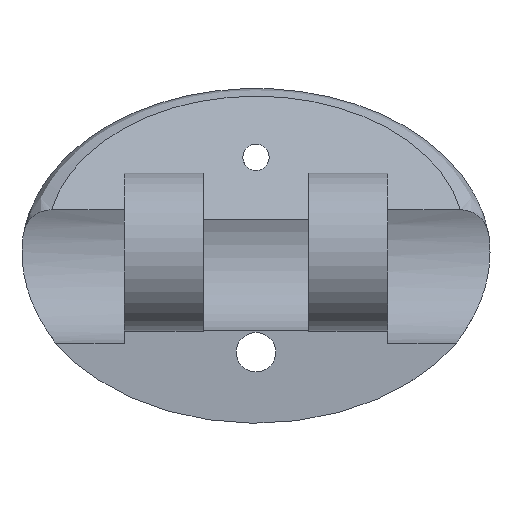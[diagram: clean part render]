
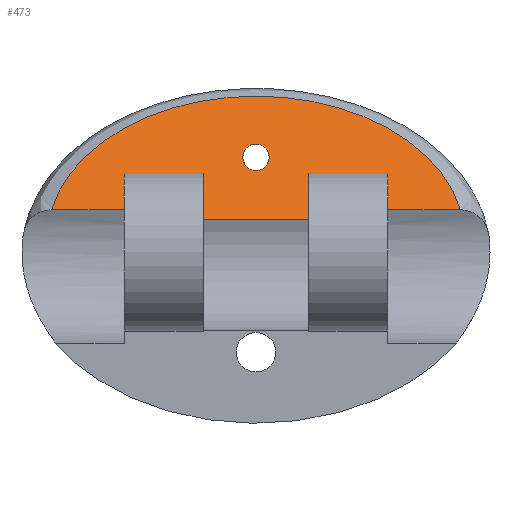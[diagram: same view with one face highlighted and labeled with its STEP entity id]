
A CAD part, front view. The second image highlights one B-rep face of the part: STEP entity #473.
In plain terms, the highlighted planar face has unit normal (0, -0.707, 0.707).
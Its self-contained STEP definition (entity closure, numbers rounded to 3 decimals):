
#16 = CARTESIAN_POINT ( 'NONE',  ( 5., 2.234, 1.234 ) ) ;
#21 = VECTOR ( 'NONE', #457, 1000. ) ;
#33 = PLANE ( 'NONE',  #446 ) ;
#39 = ORIENTED_EDGE ( 'NONE', *, *, #295, .T. ) ;
#43 = EDGE_CURVE ( 'NONE', #1044, #1606, #1220, .T. ) ;
#61 = CARTESIAN_POINT ( 'NONE',  ( -6.996, 4.087, 3.087 ) ) ;
#107 = DIRECTION ( 'NONE',  ( 1., 0., 0. ) ) ;
#139 = LINE ( 'NONE', #741, #21 ) ;
#162 = ORIENTED_EDGE ( 'NONE', *, *, #43, .F. ) ;
#169 = DIRECTION ( 'NONE',  ( 0., 0.707, 0.707 ) ) ;
#178 = CARTESIAN_POINT ( 'NONE',  ( 6.247, 4.864, 3.864 ) ) ;
#192 = CARTESIAN_POINT ( 'NONE',  ( -7.201, 3.809, 2.809 ) ) ;
#220 = CARTESIAN_POINT ( 'NONE',  ( 5., 2.608, 1.608 ) ) ;
#223 = EDGE_CURVE ( 'NONE', #1555, #1725, #1823, .T. ) ;
#262 = VERTEX_POINT ( 'NONE', #1086 ) ;
#270 = CARTESIAN_POINT ( 'NONE',  ( -5., 2.608, 1.608 ) ) ;
#286 = CARTESIAN_POINT ( 'NONE',  ( -5., 1., 0. ) ) ;
#295 = EDGE_CURVE ( 'NONE', #616, #1366, #947, .T. ) ;
#316 = CARTESIAN_POINT ( 'NONE',  ( -18., 1., 0. ) ) ;
#332 = ORIENTED_EDGE ( 'NONE', *, *, #493, .T. ) ;
#340 = CARTESIAN_POINT ( 'NONE',  ( 6.519, 4.615, 3.615 ) ) ;
#343 = CARTESIAN_POINT ( 'NONE',  ( -2., 2.234, 1.234 ) ) ;
#353 = CARTESIAN_POINT ( 'NONE',  ( -0.448, 6.924, 5.924 ) ) ;
#364 = CARTESIAN_POINT ( 'NONE',  ( -4.615, 5.925, 4.925 ) ) ;
#381 = DIRECTION ( 'NONE',  ( -1., 0., 0. ) ) ;
#393 = ORIENTED_EDGE ( 'NONE', *, *, #1428, .T. ) ;
#442 = LINE ( 'NONE', #286, #1636 ) ;
#446 = AXIS2_PLACEMENT_3D ( 'NONE', #316, #902, #169 ) ;
#447 = CARTESIAN_POINT ( 'NONE',  ( 5.647, 5.326, 4.326 ) ) ;
#448 = ORIENTED_EDGE ( 'NONE', *, *, #1754, .F. ) ;
#449 = DIRECTION ( 'NONE',  ( -1., 0., 0. ) ) ;
#454 = FACE_BOUND ( 'NONE', #1806, .T. ) ;
#457 = DIRECTION ( 'NONE',  ( -1., 0., 0. ) ) ;
#473 = ADVANCED_FACE ( 'NONE', ( #454, #1614 ), #33, .F. ) ;
#477 = CARTESIAN_POINT ( 'NONE',  ( 5.318, 5.54, 4.54 ) ) ;
#493 = EDGE_CURVE ( 'NONE', #1765, #1725, #818, .T. ) ;
#509 = CARTESIAN_POINT ( 'NONE',  ( -5., 2.234, 1.234 ) ) ;
#512 = CARTESIAN_POINT ( 'NONE',  ( 0.437, 6.924, 5.924 ) ) ;
#582 = CARTESIAN_POINT ( 'NONE',  ( 3.457, 6.394, 5.394 ) ) ;
#589 = CARTESIAN_POINT ( 'NONE',  ( 7.206, 3.801, 2.801 ) ) ;
#615 = CARTESIAN_POINT ( 'NONE',  ( 7.764, 2.608, 1.608 ) ) ;
#616 = VERTEX_POINT ( 'NONE', #1462 ) ;
#621 = CARTESIAN_POINT ( 'NONE',  ( 1., 5.1, 4.1 ) ) ;
#636 = VECTOR ( 'NONE', #449, 1000. ) ;
#642 = CARTESIAN_POINT ( 'NONE',  ( -2.206, 6.721, 5.721 ) ) ;
#643 = CARTESIAN_POINT ( 'NONE',  ( 0., 5.1, 4.1 ) ) ;
#650 = CARTESIAN_POINT ( 'NONE',  ( -1.776, 6.796, 5.796 ) ) ;
#668 = VECTOR ( 'NONE', #107, 1000. ) ;
#741 = CARTESIAN_POINT ( 'NONE',  ( 15., 2.608, 1.608 ) ) ;
#748 = CARTESIAN_POINT ( 'NONE',  ( 7.663, 2.918, 1.918 ) ) ;
#766 = CARTESIAN_POINT ( 'NONE',  ( 0., 4.1, 3.1 ) ) ;
#805 =( BOUNDED_CURVE ( )  B_SPLINE_CURVE ( 3, ( #766, #1645, #621, #955 ),
 .UNSPECIFIED., .F., .F. ) 
 B_SPLINE_CURVE_WITH_KNOTS ( ( 4, 4 ),
 ( 0., 3.142 ),
 .UNSPECIFIED. ) 
 CURVE ( )  GEOMETRIC_REPRESENTATION_ITEM ( )  RATIONAL_B_SPLINE_CURVE ( ( 1., 0.333, 0.333, 1. ) ) 
 REPRESENTATION_ITEM ( '' )  );
#814 = VERTEX_POINT ( 'NONE', #1551 ) ;
#818 = B_SPLINE_CURVE_WITH_KNOTS ( 'NONE', 3,
 ( #615, #1779, #748, #1325, #1478, #589, #1637, #340, #178, #447, #477, #1057, #916, #582, #1162, #1743, #1026, #1605, #512, #353, #1059, #650, #642, #1210, #1826, #1662, #364, #1492, #1080, #940, #1524, #61, #192, #1221, #1102, #1807 ),
 .UNSPECIFIED., .F., .F.,
 ( 4, 2, 2, 2, 2, 2, 2, 2, 2, 2, 2, 2, 2, 2, 2, 2, 2, 4 ),
 ( 0.002, 0.003, 0.004, 0.005, 0.006, 0.008, 0.009, 0.01, 0.012, 0.013, 0.014, 0.015, 0.017, 0.018, 0.019, 0.021, 0.022, 0.023 ),
 .UNSPECIFIED. ) ;
#902 = DIRECTION ( 'NONE',  ( 0., 0.707, -0.707 ) ) ;
#916 = CARTESIAN_POINT ( 'NONE',  ( 4.238, 6.098, 5.098 ) ) ;
#940 = CARTESIAN_POINT ( 'NONE',  ( -6.247, 4.864, 3.864 ) ) ;
#947 = LINE ( 'NONE', #509, #948 ) ;
#948 = VECTOR ( 'NONE', #1805, 1000. ) ;
#952 = LINE ( 'NONE', #1255, #668 ) ;
#955 = CARTESIAN_POINT ( 'NONE',  ( 0., 5.1, 4.1 ) ) ;
#1006 = DIRECTION ( 'NONE',  ( 0., 0.707, 0.707 ) ) ;
#1026 = CARTESIAN_POINT ( 'NONE',  ( 1.761, 6.799, 5.799 ) ) ;
#1044 = VERTEX_POINT ( 'NONE', #220 ) ;
#1048 = ORIENTED_EDGE ( 'NONE', *, *, #1053, .F. ) ;
#1053 = EDGE_CURVE ( 'NONE', #1643, #814, #805, .T. ) ;
#1057 = CARTESIAN_POINT ( 'NONE',  ( 4.61, 5.927, 4.927 ) ) ;
#1059 = CARTESIAN_POINT ( 'NONE',  ( -0.892, 6.899, 5.899 ) ) ;
#1080 = CARTESIAN_POINT ( 'NONE',  ( -5.641, 5.33, 4.33 ) ) ;
#1081 = CARTESIAN_POINT ( 'NONE',  ( 0., 4.1, 3.1 ) ) ;
#1086 = CARTESIAN_POINT ( 'NONE',  ( 2., 2.234, 1.234 ) ) ;
#1102 = CARTESIAN_POINT ( 'NONE',  ( -7.673, 2.92, 1.92 ) ) ;
#1104 = ORIENTED_EDGE ( 'NONE', *, *, #223, .F. ) ;
#1145 = EDGE_LOOP ( 'NONE', ( #1104, #448, #39, #393, #1408, #162, #1684, #332 ) ) ;
#1162 = CARTESIAN_POINT ( 'NONE',  ( 3.046, 6.52, 5.52 ) ) ;
#1187 = CARTESIAN_POINT ( 'NONE',  ( -1., 4.1, 3.1 ) ) ;
#1210 = CARTESIAN_POINT ( 'NONE',  ( -3.044, 6.52, 5.52 ) ) ;
#1220 = LINE ( 'NONE', #1567, #1333 ) ;
#1221 = CARTESIAN_POINT ( 'NONE',  ( -7.541, 3.223, 2.223 ) ) ;
#1255 = CARTESIAN_POINT ( 'NONE',  ( -2., 2.234, 1.234 ) ) ;
#1283 = DIRECTION ( 'NONE',  ( 0., -0.707, -0.707 ) ) ;
#1306 = EDGE_CURVE ( 'NONE', #814, #1643, #1718, .T. ) ;
#1325 = CARTESIAN_POINT ( 'NONE',  ( 7.533, 3.219, 2.219 ) ) ;
#1333 = VECTOR ( 'NONE', #1283, 1000. ) ;
#1349 = ORIENTED_EDGE ( 'NONE', *, *, #1306, .F. ) ;
#1366 = VERTEX_POINT ( 'NONE', #343 ) ;
#1408 = ORIENTED_EDGE ( 'NONE', *, *, #1689, .F. ) ;
#1409 = CARTESIAN_POINT ( 'NONE',  ( 0., 4.1, 3.1 ) ) ;
#1428 = EDGE_CURVE ( 'NONE', #1366, #262, #952, .T. ) ;
#1462 = CARTESIAN_POINT ( 'NONE',  ( -5., 2.234, 1.234 ) ) ;
#1478 = CARTESIAN_POINT ( 'NONE',  ( 7.458, 3.367, 2.367 ) ) ;
#1492 = CARTESIAN_POINT ( 'NONE',  ( -5.314, 5.542, 4.542 ) ) ;
#1493 = CARTESIAN_POINT ( 'NONE',  ( -1., 5.1, 4.1 ) ) ;
#1524 = CARTESIAN_POINT ( 'NONE',  ( -6.519, 4.614, 3.614 ) ) ;
#1551 = CARTESIAN_POINT ( 'NONE',  ( 0., 5.1, 4.1 ) ) ;
#1554 = VECTOR ( 'NONE', #381, 1000. ) ;
#1555 = VERTEX_POINT ( 'NONE', #270 ) ;
#1561 = CARTESIAN_POINT ( 'NONE',  ( 5., 2.234, 1.234 ) ) ;
#1567 = CARTESIAN_POINT ( 'NONE',  ( 5., 1., 0. ) ) ;
#1594 = CARTESIAN_POINT ( 'NONE',  ( -7.764, 2.608, 1.608 ) ) ;
#1605 = CARTESIAN_POINT ( 'NONE',  ( 0.879, 6.9, 5.9 ) ) ;
#1606 = VERTEX_POINT ( 'NONE', #1561 ) ;
#1614 = FACE_OUTER_BOUND ( 'NONE', #1145, .T. ) ;
#1617 = CARTESIAN_POINT ( 'NONE',  ( 7.764, 2.608, 1.608 ) ) ;
#1636 = VECTOR ( 'NONE', #1006, 1000. ) ;
#1637 = CARTESIAN_POINT ( 'NONE',  ( 7.002, 4.08, 3.08 ) ) ;
#1643 = VERTEX_POINT ( 'NONE', #1409 ) ;
#1645 = CARTESIAN_POINT ( 'NONE',  ( 1., 4.1, 3.1 ) ) ;
#1653 = EDGE_CURVE ( 'NONE', #1765, #1044, #139, .T. ) ;
#1662 = CARTESIAN_POINT ( 'NONE',  ( -4.242, 6.096, 5.096 ) ) ;
#1684 = ORIENTED_EDGE ( 'NONE', *, *, #1653, .F. ) ;
#1689 = EDGE_CURVE ( 'NONE', #1606, #262, #1731, .T. ) ;
#1718 =( BOUNDED_CURVE ( )  B_SPLINE_CURVE ( 3, ( #643, #1493, #1187, #1081 ),
 .UNSPECIFIED., .F., .F. ) 
 B_SPLINE_CURVE_WITH_KNOTS ( ( 4, 4 ),
 ( 3.142, 6.283 ),
 .UNSPECIFIED. ) 
 CURVE ( )  GEOMETRIC_REPRESENTATION_ITEM ( )  RATIONAL_B_SPLINE_CURVE ( ( 1., 0.333, 0.333, 1. ) ) 
 REPRESENTATION_ITEM ( '' )  );
#1725 = VERTEX_POINT ( 'NONE', #1594 ) ;
#1731 = LINE ( 'NONE', #16, #636 ) ;
#1743 = CARTESIAN_POINT ( 'NONE',  ( 2.198, 6.722, 5.722 ) ) ;
#1754 = EDGE_CURVE ( 'NONE', #616, #1555, #442, .T. ) ;
#1765 = VERTEX_POINT ( 'NONE', #1617 ) ;
#1779 = CARTESIAN_POINT ( 'NONE',  ( 7.719, 2.763, 1.763 ) ) ;
#1794 = CARTESIAN_POINT ( 'NONE',  ( -15., 2.608, 1.608 ) ) ;
#1805 = DIRECTION ( 'NONE',  ( 1., 0., 0. ) ) ;
#1806 = EDGE_LOOP ( 'NONE', ( #1048, #1349 ) ) ;
#1807 = CARTESIAN_POINT ( 'NONE',  ( -7.764, 2.608, 1.608 ) ) ;
#1823 = LINE ( 'NONE', #1794, #1554 ) ;
#1826 = CARTESIAN_POINT ( 'NONE',  ( -3.451, 6.396, 5.396 ) ) ;
